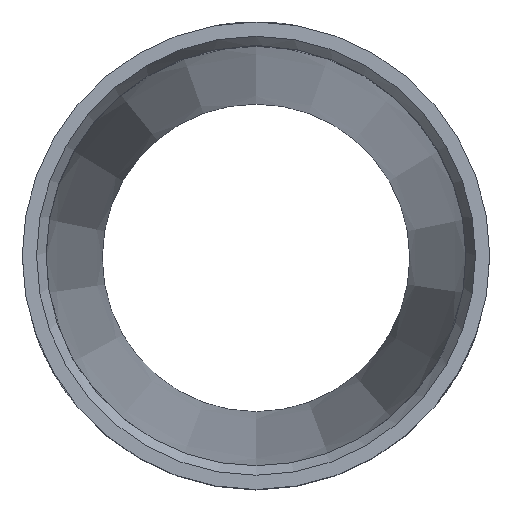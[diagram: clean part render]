
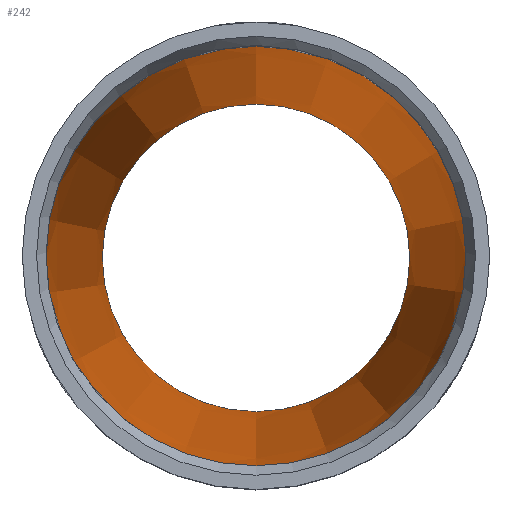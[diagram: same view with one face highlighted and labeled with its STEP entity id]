
A CAD part, top view. The second image highlights one B-rep face of the part: STEP entity #242.
In plain terms, the highlighted conical face has half-angle 3.367 degrees and reference radius 19.058 mm.
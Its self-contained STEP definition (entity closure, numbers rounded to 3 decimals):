
#32=FACE_OUTER_BOUND('',#43,.T.);
#43=EDGE_LOOP('',(#198,#199,#200,#201));
#75=LINE('',#615,#83);
#83=VECTOR('',#313,19.058);
#93=CIRCLE('',#273,16.116);
#94=CIRCLE('',#274,22.);
#119=VERTEX_POINT('',#612);
#120=VERTEX_POINT('',#614);
#152=EDGE_CURVE('',#119,#119,#93,.T.);
#153=EDGE_CURVE('',#119,#120,#75,.T.);
#154=EDGE_CURVE('',#120,#120,#94,.T.);
#198=ORIENTED_EDGE('',*,*,#152,.T.);
#199=ORIENTED_EDGE('',*,*,#153,.T.);
#200=ORIENTED_EDGE('',*,*,#154,.F.);
#201=ORIENTED_EDGE('',*,*,#153,.F.);
#235=CONICAL_SURFACE('',#272,19.058,0.059);
#242=ADVANCED_FACE('',(#32),#235,.F.);
#272=AXIS2_PLACEMENT_3D('',#611,#309,#310);
#273=AXIS2_PLACEMENT_3D('',#613,#311,#312);
#274=AXIS2_PLACEMENT_3D('',#616,#314,#315);
#309=DIRECTION('center_axis',(0.,0.,1.));
#310=DIRECTION('ref_axis',(0.,1.,0.));
#311=DIRECTION('center_axis',(0.,0.,-1.));
#312=DIRECTION('ref_axis',(1.,0.,0.));
#313=DIRECTION('',(0.,-0.059,0.998));
#314=DIRECTION('center_axis',(0.,0.,-1.));
#315=DIRECTION('ref_axis',(1.,0.,0.));
#611=CARTESIAN_POINT('Origin',(0.,0.,-50.));
#612=CARTESIAN_POINT('',(0.,-16.116,-100.));
#613=CARTESIAN_POINT('Origin',(0.,0.,-100.));
#614=CARTESIAN_POINT('',(0.,-22.,0.));
#615=CARTESIAN_POINT('',(0.,-19.058,-50.));
#616=CARTESIAN_POINT('Origin',(0.,0.,0.));
